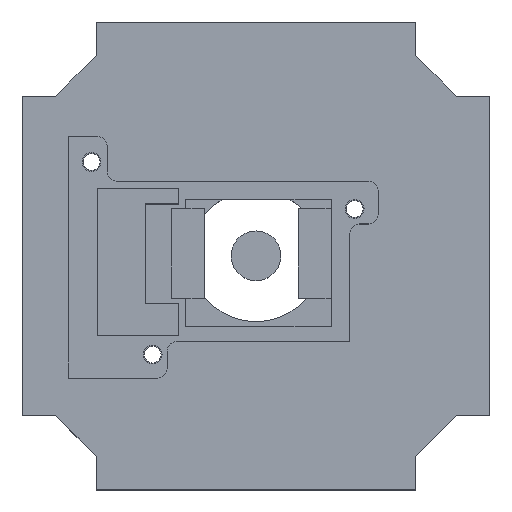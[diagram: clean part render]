
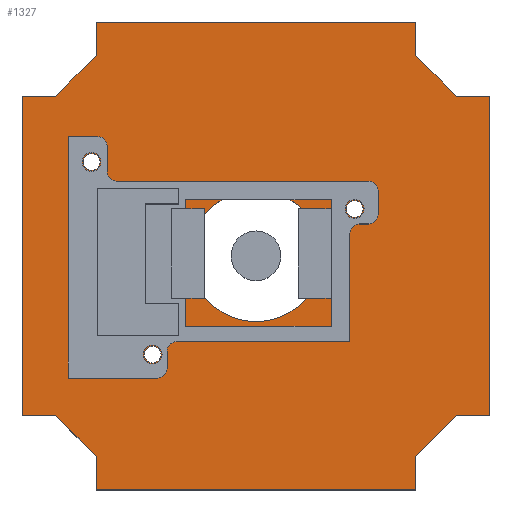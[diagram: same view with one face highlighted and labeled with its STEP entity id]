
A CAD part, top view. The second image highlights one B-rep face of the part: STEP entity #1327.
In plain terms, the highlighted planar face has unit normal (0, 0, 1).
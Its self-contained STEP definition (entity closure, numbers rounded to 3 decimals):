
#51=FACE_BOUND('',#217,.T.);
#52=FACE_BOUND('',#218,.T.);
#53=FACE_BOUND('',#219,.T.);
#54=FACE_BOUND('',#220,.T.);
#81=PLANE('',#1524);
#143=FACE_OUTER_BOUND('',#216,.T.);
#216=EDGE_LOOP('',(#1000,#1001,#1002,#1003,#1004,#1005,#1006,#1007,#1008,
#1009,#1010,#1011,#1012,#1013,#1014,#1015));
#217=EDGE_LOOP('',(#1016));
#218=EDGE_LOOP('',(#1017));
#219=EDGE_LOOP('',(#1018));
#220=EDGE_LOOP('',(#1019));
#293=LINE('',#2024,#446);
#297=LINE('',#2031,#450);
#300=LINE('',#2037,#453);
#303=LINE('',#2045,#456);
#306=LINE('',#2051,#459);
#310=LINE('',#2058,#463);
#313=LINE('',#2066,#466);
#317=LINE('',#2073,#470);
#320=LINE('',#2079,#473);
#323=LINE('',#2087,#476);
#326=LINE('',#2093,#479);
#330=LINE('',#2100,#483);
#332=LINE('',#2103,#485);
#334=LINE('',#2106,#487);
#335=LINE('',#2108,#488);
#336=LINE('',#2109,#489);
#446=VECTOR('',#1646,10.);
#450=VECTOR('',#1652,10.);
#453=VECTOR('',#1657,10.);
#456=VECTOR('',#1662,10.);
#459=VECTOR('',#1667,10.);
#463=VECTOR('',#1673,10.);
#466=VECTOR('',#1678,10.);
#470=VECTOR('',#1684,10.);
#473=VECTOR('',#1689,10.);
#476=VECTOR('',#1694,10.);
#479=VECTOR('',#1699,10.);
#483=VECTOR('',#1705,10.);
#485=VECTOR('',#1709,10.);
#487=VECTOR('',#1713,10.);
#488=VECTOR('',#1716,10.);
#489=VECTOR('',#1717,10.);
#594=CIRCLE('',#1500,0.9);
#596=CIRCLE('',#1503,0.9);
#598=CIRCLE('',#1506,0.9);
#600=CIRCLE('',#1509,7.);
#624=VERTEX_POINT('',#1996);
#626=VERTEX_POINT('',#2002);
#628=VERTEX_POINT('',#2008);
#630=VERTEX_POINT('',#2014);
#633=VERTEX_POINT('',#2021);
#634=VERTEX_POINT('',#2023);
#636=VERTEX_POINT('',#2029);
#638=VERTEX_POINT('',#2035);
#641=VERTEX_POINT('',#2042);
#642=VERTEX_POINT('',#2044);
#644=VERTEX_POINT('',#2050);
#646=VERTEX_POINT('',#2056);
#649=VERTEX_POINT('',#2063);
#650=VERTEX_POINT('',#2065);
#652=VERTEX_POINT('',#2071);
#654=VERTEX_POINT('',#2077);
#657=VERTEX_POINT('',#2084);
#658=VERTEX_POINT('',#2086);
#660=VERTEX_POINT('',#2092);
#662=VERTEX_POINT('',#2098);
#747=EDGE_CURVE('',#624,#624,#594,.T.);
#750=EDGE_CURVE('',#626,#626,#596,.T.);
#753=EDGE_CURVE('',#628,#628,#598,.T.);
#756=EDGE_CURVE('',#630,#630,#600,.T.);
#759=EDGE_CURVE('',#633,#634,#293,.T.);
#763=EDGE_CURVE('',#636,#633,#297,.T.);
#766=EDGE_CURVE('',#638,#636,#300,.T.);
#769=EDGE_CURVE('',#642,#641,#303,.T.);
#772=EDGE_CURVE('',#644,#642,#306,.T.);
#776=EDGE_CURVE('',#641,#646,#310,.T.);
#779=EDGE_CURVE('',#650,#649,#313,.T.);
#783=EDGE_CURVE('',#649,#652,#317,.T.);
#786=EDGE_CURVE('',#652,#654,#320,.T.);
#789=EDGE_CURVE('',#658,#657,#323,.T.);
#792=EDGE_CURVE('',#660,#658,#326,.T.);
#796=EDGE_CURVE('',#657,#662,#330,.T.);
#798=EDGE_CURVE('',#654,#634,#332,.T.);
#800=EDGE_CURVE('',#662,#650,#334,.T.);
#801=EDGE_CURVE('',#646,#660,#335,.T.);
#802=EDGE_CURVE('',#644,#638,#336,.T.);
#1000=ORIENTED_EDGE('',*,*,#801,.T.);
#1001=ORIENTED_EDGE('',*,*,#792,.T.);
#1002=ORIENTED_EDGE('',*,*,#789,.T.);
#1003=ORIENTED_EDGE('',*,*,#796,.T.);
#1004=ORIENTED_EDGE('',*,*,#800,.T.);
#1005=ORIENTED_EDGE('',*,*,#779,.T.);
#1006=ORIENTED_EDGE('',*,*,#783,.T.);
#1007=ORIENTED_EDGE('',*,*,#786,.T.);
#1008=ORIENTED_EDGE('',*,*,#798,.T.);
#1009=ORIENTED_EDGE('',*,*,#759,.F.);
#1010=ORIENTED_EDGE('',*,*,#763,.F.);
#1011=ORIENTED_EDGE('',*,*,#766,.F.);
#1012=ORIENTED_EDGE('',*,*,#802,.F.);
#1013=ORIENTED_EDGE('',*,*,#772,.T.);
#1014=ORIENTED_EDGE('',*,*,#769,.T.);
#1015=ORIENTED_EDGE('',*,*,#776,.T.);
#1016=ORIENTED_EDGE('',*,*,#747,.T.);
#1017=ORIENTED_EDGE('',*,*,#750,.T.);
#1018=ORIENTED_EDGE('',*,*,#753,.T.);
#1019=ORIENTED_EDGE('',*,*,#756,.T.);
#1327=ADVANCED_FACE('',(#143,#51,#52,#53,#54),#81,.T.);
#1500=AXIS2_PLACEMENT_3D('',#1998,#1619,#1620);
#1503=AXIS2_PLACEMENT_3D('',#2004,#1626,#1627);
#1506=AXIS2_PLACEMENT_3D('',#2010,#1633,#1634);
#1509=AXIS2_PLACEMENT_3D('',#2016,#1640,#1641);
#1524=AXIS2_PLACEMENT_3D('',#2107,#1714,#1715);
#1619=DIRECTION('center_axis',(0.,0.,-1.));
#1620=DIRECTION('ref_axis',(-1.,0.,0.));
#1626=DIRECTION('center_axis',(0.,0.,-1.));
#1627=DIRECTION('ref_axis',(-1.,0.,0.));
#1633=DIRECTION('center_axis',(0.,0.,-1.));
#1634=DIRECTION('ref_axis',(-1.,0.,0.));
#1640=DIRECTION('center_axis',(0.,0.,-1.));
#1641=DIRECTION('ref_axis',(-1.,0.,0.));
#1646=DIRECTION('',(-1.,0.,0.));
#1652=DIRECTION('',(-0.707,0.707,0.));
#1657=DIRECTION('',(0.,1.,0.));
#1662=DIRECTION('',(0.707,0.707,0.));
#1667=DIRECTION('',(0.,1.,0.));
#1673=DIRECTION('',(1.,0.,0.));
#1678=DIRECTION('',(0.,-1.,0.));
#1684=DIRECTION('',(-0.707,-0.707,0.));
#1689=DIRECTION('',(-1.,0.,0.));
#1694=DIRECTION('',(-0.707,0.707,0.));
#1699=DIRECTION('',(-1.,0.,0.));
#1705=DIRECTION('',(0.,1.,0.));
#1709=DIRECTION('',(0.,-1.,0.));
#1713=DIRECTION('',(-1.,0.,0.));
#1714=DIRECTION('center_axis',(0.,0.,1.));
#1715=DIRECTION('ref_axis',(1.,0.,0.));
#1716=DIRECTION('',(0.,1.,0.));
#1717=DIRECTION('',(-1.,0.,0.));
#1996=CARTESIAN_POINT('',(-37.53,30.93,20.));
#1998=CARTESIAN_POINT('Origin',(-38.43,30.93,20.));
#2002=CARTESIAN_POINT('',(-9.53,25.93,20.));
#2004=CARTESIAN_POINT('Origin',(-10.43,25.93,20.));
#2008=CARTESIAN_POINT('',(-31.03,10.43,20.));
#2010=CARTESIAN_POINT('Origin',(-31.93,10.43,20.));
#2014=CARTESIAN_POINT('',(-13.93,20.93,20.));
#2016=CARTESIAN_POINT('Origin',(-20.93,20.93,20.));
#2021=CARTESIAN_POINT('',(-42.255,3.93,20.));
#2023=CARTESIAN_POINT('',(-45.83,3.93,20.));
#2024=CARTESIAN_POINT('',(-42.255,3.93,20.));
#2029=CARTESIAN_POINT('',(-37.93,-0.395,20.));
#2031=CARTESIAN_POINT('',(-37.93,-0.395,20.));
#2035=CARTESIAN_POINT('',(-37.93,-3.97,20.));
#2037=CARTESIAN_POINT('',(-37.93,-4.17,20.));
#2042=CARTESIAN_POINT('',(0.395,3.93,20.));
#2044=CARTESIAN_POINT('',(-3.971,-0.437,20.));
#2045=CARTESIAN_POINT('',(-3.971,-0.437,20.));
#2050=CARTESIAN_POINT('',(-3.971,-3.97,20.));
#2051=CARTESIAN_POINT('',(-3.971,-4.17,20.));
#2056=CARTESIAN_POINT('',(3.97,3.93,20.));
#2058=CARTESIAN_POINT('',(0.395,3.93,20.));
#2063=CARTESIAN_POINT('',(-37.93,42.255,20.));
#2065=CARTESIAN_POINT('',(-37.93,45.83,20.));
#2066=CARTESIAN_POINT('',(-37.93,46.03,20.));
#2071=CARTESIAN_POINT('',(-42.255,37.93,20.));
#2073=CARTESIAN_POINT('',(-37.93,42.255,20.));
#2077=CARTESIAN_POINT('',(-45.83,37.93,20.));
#2079=CARTESIAN_POINT('',(-42.255,37.93,20.));
#2084=CARTESIAN_POINT('',(-3.93,42.255,20.));
#2086=CARTESIAN_POINT('',(0.395,37.93,20.));
#2087=CARTESIAN_POINT('',(0.395,37.93,20.));
#2092=CARTESIAN_POINT('',(3.97,37.93,20.));
#2093=CARTESIAN_POINT('',(4.17,37.93,20.));
#2098=CARTESIAN_POINT('',(-3.93,45.83,20.));
#2100=CARTESIAN_POINT('',(-3.93,42.255,20.));
#2103=CARTESIAN_POINT('',(-45.83,37.93,20.));
#2106=CARTESIAN_POINT('',(-3.93,45.83,20.));
#2107=CARTESIAN_POINT('Origin',(2.141,20.93,20.));
#2108=CARTESIAN_POINT('',(3.97,3.93,20.));
#2109=CARTESIAN_POINT('',(-37.73,-3.97,20.));
